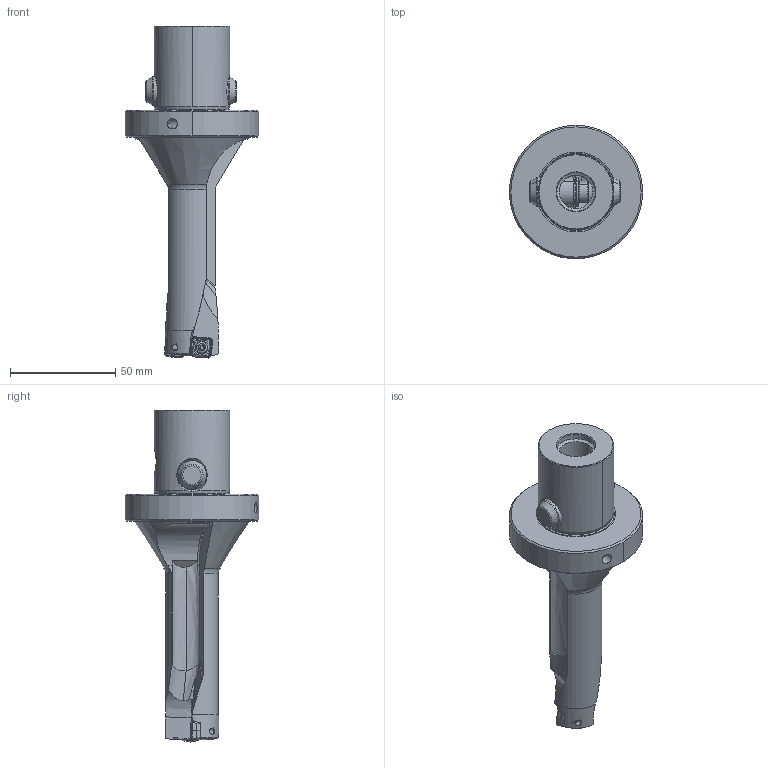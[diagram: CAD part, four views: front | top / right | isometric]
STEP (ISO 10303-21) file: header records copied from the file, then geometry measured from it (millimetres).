
FILE_DESCRIPTION(('no description'),'unknown implementation level');
FILE_NAME('B59DB404-43CB-4ABA-8637-494921DB402E_export.stp',' ',('CIMSOURCE GmbH'),('CADClick - KiM GmbH - www.kimweb.de'),'unknown preprocess','ACIS','unknown authorization');
FILE_SCHEMA(('automotive_design'));
Length unit declared in the file: millimetre
Products named in the file (9): 337.326 Kaiser WB 26-78 X CKS6|694.136 Kaiser ETL M3,5 X 7,2 T10 IP 10S_Standard;NONE; 337.326 Kaiser WB 26-78 X CKS6|337.326 Kaiser WB 26-78 X CKS6_337.326-4;NONE; 337.326 Kaiser WB 26-78 X CKS6|337.326 Kaiser WB 26-78 X CKS6_337.326-3;NONE; 337.326 Kaiser WB 26-78 X CKS6|337.326 Kaiser WB 26-78 X CKS6_337.326-2;NONE; 337.326 Kaiser WB 26-78 X CKS6|337.326 Kaiser WB 26-78 X CKS6_337.326-1;NONE; 337.326 Kaiser WB 26-78 X CKS6|337.326 Kaiser WB 26-78 X CKS6_337.326;NONE; 337.326 Kaiser WB 26-78 X CKS6|691.506 Kaiser ETL D14 X 43K_Standard|693.305 Sprengring_Standard;NONE; 337.326 Kaiser WB 26-78 X CKS6|691.506 Kaiser ETL D14 X 43K_Standard|691.526 Mitnehmerbolzen_Standard;NONE
Bounding box: 63.5 x 63.5 x 157.99 mm (x, y, z)
Volume: 115247.9 mm3; surface area: 31311.1 mm2
Topology: 9 solids, 9 shells, 640 faces, 1590 edges, 977 vertices
Faces by surface type: plane 277, cylinder 215, cone 72, torus 65, bspline 11
Entity records: 40618 total; most frequent: CARTESIAN_POINT 7278, DIRECTION 3234, STYLED_ITEM 3214, PRESENTATION_STYLE_ASSIGNMENT 3214, COLOUR_RGB 3214, ORIENTED_EDGE 3176, EDGE_CURVE 1588, CURVE_STYLE 1588
